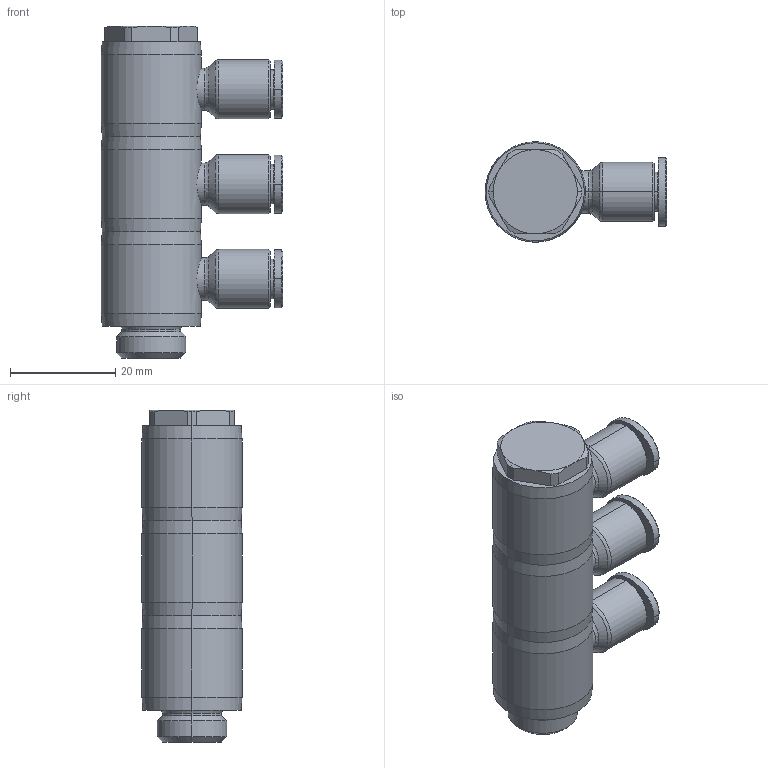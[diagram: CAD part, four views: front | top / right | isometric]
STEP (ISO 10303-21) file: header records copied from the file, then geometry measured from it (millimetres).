
FILE_DESCRIPTION((''),'2;1');
FILE_NAME('GPH_06G02(3)(3D).stp','2012-12-20T18:45:02',(''),(''),'Mechanical Desktop.R8.0.24.0','Mechanical Desktop.R8.0.24.0',', , ');
FILE_SCHEMA(('CONFIG_CONTROL_DESIGN'));
Length unit declared in the file: millimetre
Products named in the file (2): GPH_06G02(3)(3D); 睡ヶ1
Assembly tree (1 placements, depth 2):
  GPH_06G02(3)(3D)
    睡ヶ1
Bounding box: 34.45 x 19 x 63 mm (x, y, z)
Volume: 16165.7 mm3; surface area: 13614.1 mm2
Topology: 1 solids, 1 shells, 765 faces, 2061 edges, 1340 vertices
Faces by surface type: plane 516, bspline 96, cylinder 85, cone 62, torus 6
Entity records: 26569 total; most frequent: CARTESIAN_POINT 7409, ORIENTED_EDGE 4118, DIRECTION 3744, EDGE_CURVE 2059, VECTOR 1626, LINE 1626, VERTEX_POINT 1340, AXIS2_PLACEMENT_3D 1059
